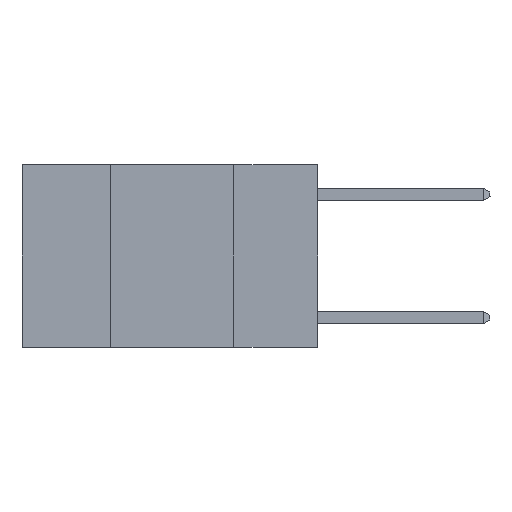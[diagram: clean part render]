
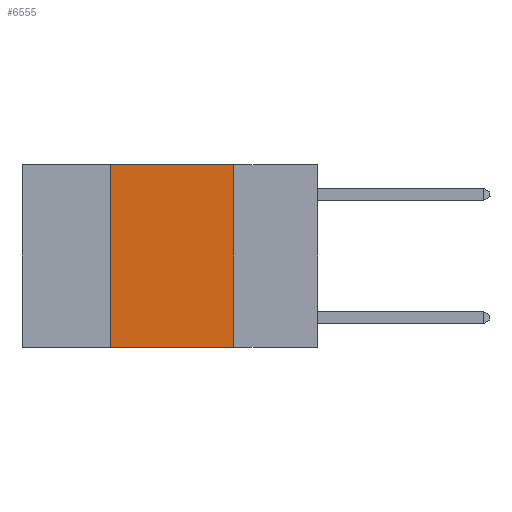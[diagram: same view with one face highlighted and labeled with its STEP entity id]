
A CAD part, left-side view. The second image highlights one B-rep face of the part: STEP entity #6555.
In plain terms, the highlighted planar face has unit normal (-1, 0, 0).
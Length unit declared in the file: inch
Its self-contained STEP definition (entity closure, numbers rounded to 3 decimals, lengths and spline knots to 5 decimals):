
#241 = DIRECTION ( 'NONE',  ( 0., -1., 0. ) ) ;
#1056 = AXIS2_PLACEMENT_3D ( 'NONE', #2392, #10887, #3624 ) ;
#1506 = VERTEX_POINT ( 'NONE', #8707 ) ;
#1688 = DIRECTION ( 'NONE',  ( 0., 0., 1. ) ) ;
#2392 = CARTESIAN_POINT ( 'NONE',  ( 0., 0.6, 0. ) ) ;
#2531 = LINE ( 'NONE', #14824, #11826 ) ;
#2920 = CARTESIAN_POINT ( 'NONE',  ( 0., 0.42, 0. ) ) ;
#3624 = DIRECTION ( 'NONE',  ( 0., 0., -1. ) ) ;
#5202 = EDGE_CURVE ( 'NONE', #12609, #1506, #6952, .T. ) ;
#5343 = LINE ( 'NONE', #2920, #11341 ) ;
#5522 = ORIENTED_EDGE ( 'NONE', *, *, #14059, .F. ) ;
#5590 = EDGE_LOOP ( 'NONE', ( #14271, #7217, #5522, #11189 ) ) ;
#5639 = CARTESIAN_POINT ( 'NONE',  ( 0., 0.17, 0. ) ) ;
#5690 = EDGE_CURVE ( 'NONE', #10176, #10423, #2531, .T. ) ;
#6295 = CARTESIAN_POINT ( 'NONE',  ( 0., 0.17, 0. ) ) ;
#6555 = ADVANCED_FACE ( 'NONE', ( #7116 ), #9677, .F. ) ;
#6952 = LINE ( 'NONE', #13883, #14474 ) ;
#7116 = FACE_OUTER_BOUND ( 'NONE', #5590, .T. ) ;
#7217 = ORIENTED_EDGE ( 'NONE', *, *, #5690, .F. ) ;
#8130 = CARTESIAN_POINT ( 'NONE',  ( 0., 0.42, 0. ) ) ;
#8707 = CARTESIAN_POINT ( 'NONE',  ( 0., 0.17, -0.37 ) ) ;
#8929 = EDGE_CURVE ( 'NONE', #10423, #1506, #14022, .T. ) ;
#9677 = PLANE ( 'NONE',  #1056 ) ;
#10176 = VERTEX_POINT ( 'NONE', #8130 ) ;
#10423 = VERTEX_POINT ( 'NONE', #6295 ) ;
#10887 = DIRECTION ( 'NONE',  ( 1., 0., 0. ) ) ;
#11189 = ORIENTED_EDGE ( 'NONE', *, *, #5202, .T. ) ;
#11341 = VECTOR ( 'NONE', #1688, 39.37008 ) ;
#11611 = DIRECTION ( 'NONE',  ( 0., 0., -1. ) ) ;
#11826 = VECTOR ( 'NONE', #241, 39.37008 ) ;
#12609 = VERTEX_POINT ( 'NONE', #13424 ) ;
#13424 = CARTESIAN_POINT ( 'NONE',  ( 0., 0.42, -0.37 ) ) ;
#13626 = VECTOR ( 'NONE', #11611, 39.37008 ) ;
#13883 = CARTESIAN_POINT ( 'NONE',  ( 0., 0.6, -0.37 ) ) ;
#14022 = LINE ( 'NONE', #5639, #13626 ) ;
#14059 = EDGE_CURVE ( 'NONE', #12609, #10176, #5343, .T. ) ;
#14271 = ORIENTED_EDGE ( 'NONE', *, *, #8929, .F. ) ;
#14474 = VECTOR ( 'NONE', #14996, 39.37008 ) ;
#14824 = CARTESIAN_POINT ( 'NONE',  ( 0., 0.6, 0. ) ) ;
#14996 = DIRECTION ( 'NONE',  ( 0., -1., 0. ) ) ;
